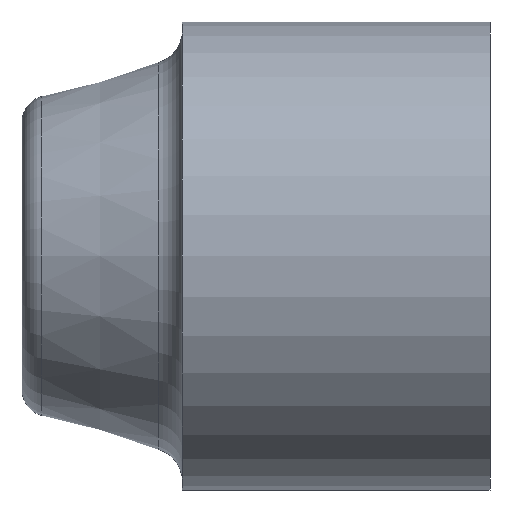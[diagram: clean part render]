
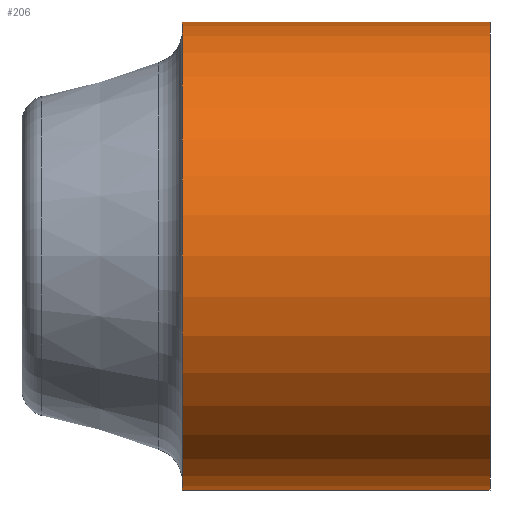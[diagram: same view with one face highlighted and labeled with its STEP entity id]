
A CAD part, front view. The second image highlights one B-rep face of the part: STEP entity #206.
In plain terms, the highlighted cylindrical face has radius 3.5 mm (diameter 7 mm), a full revolution.
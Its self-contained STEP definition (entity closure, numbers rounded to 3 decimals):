
#16=CYLINDRICAL_SURFACE('',#259,3.5);
#27=LINE('',#427,#31);
#31=VECTOR('',#336,3.5);
#42=FACE_OUTER_BOUND('',#54,.T.);
#54=EDGE_LOOP('',(#186,#187,#188,#189,#190,#191));
#66=CIRCLE('',#240,3.5);
#67=CIRCLE('',#241,3.5);
#81=CIRCLE('',#260,3.5);
#82=CIRCLE('',#261,3.5);
#91=VERTEX_POINT('',#361);
#92=VERTEX_POINT('',#362);
#104=VERTEX_POINT('',#423);
#105=VERTEX_POINT('',#424);
#116=EDGE_CURVE('',#91,#92,#66,.T.);
#117=EDGE_CURVE('',#92,#91,#67,.T.);
#133=EDGE_CURVE('',#104,#105,#81,.T.);
#134=EDGE_CURVE('',#105,#104,#82,.T.);
#135=EDGE_CURVE('',#105,#92,#27,.T.);
#186=ORIENTED_EDGE('',*,*,#133,.F.);
#187=ORIENTED_EDGE('',*,*,#134,.F.);
#188=ORIENTED_EDGE('',*,*,#135,.T.);
#189=ORIENTED_EDGE('',*,*,#117,.T.);
#190=ORIENTED_EDGE('',*,*,#116,.T.);
#191=ORIENTED_EDGE('',*,*,#135,.F.);
#206=ADVANCED_FACE('',(#42),#16,.T.);
#240=AXIS2_PLACEMENT_3D('',#363,#290,#291);
#241=AXIS2_PLACEMENT_3D('',#364,#292,#293);
#259=AXIS2_PLACEMENT_3D('',#422,#330,#331);
#260=AXIS2_PLACEMENT_3D('',#425,#332,#333);
#261=AXIS2_PLACEMENT_3D('',#426,#334,#335);
#290=DIRECTION('center_axis',(1.,0.,0.));
#291=DIRECTION('ref_axis',(0.,0.,-1.));
#292=DIRECTION('center_axis',(1.,0.,0.));
#293=DIRECTION('ref_axis',(0.,0.,-1.));
#330=DIRECTION('center_axis',(1.,0.,0.));
#331=DIRECTION('ref_axis',(0.,1.,0.));
#332=DIRECTION('center_axis',(1.,0.,0.));
#333=DIRECTION('ref_axis',(0.,0.,-1.));
#334=DIRECTION('center_axis',(1.,0.,0.));
#335=DIRECTION('ref_axis',(0.,0.,-1.));
#336=DIRECTION('',(-1.,0.,0.));
#361=CARTESIAN_POINT('',(-4.6,3.5,0.));
#362=CARTESIAN_POINT('',(-4.6,-3.5,0.));
#363=CARTESIAN_POINT('Origin',(-4.6,0.,0.));
#364=CARTESIAN_POINT('Origin',(-4.6,0.,0.));
#422=CARTESIAN_POINT('Origin',(-2.3,0.,0.));
#423=CARTESIAN_POINT('',(0.,3.5,0.));
#424=CARTESIAN_POINT('',(0.,-3.5,0.));
#425=CARTESIAN_POINT('Origin',(0.,0.,0.));
#426=CARTESIAN_POINT('Origin',(0.,0.,0.));
#427=CARTESIAN_POINT('',(-2.3,-3.5,0.));
